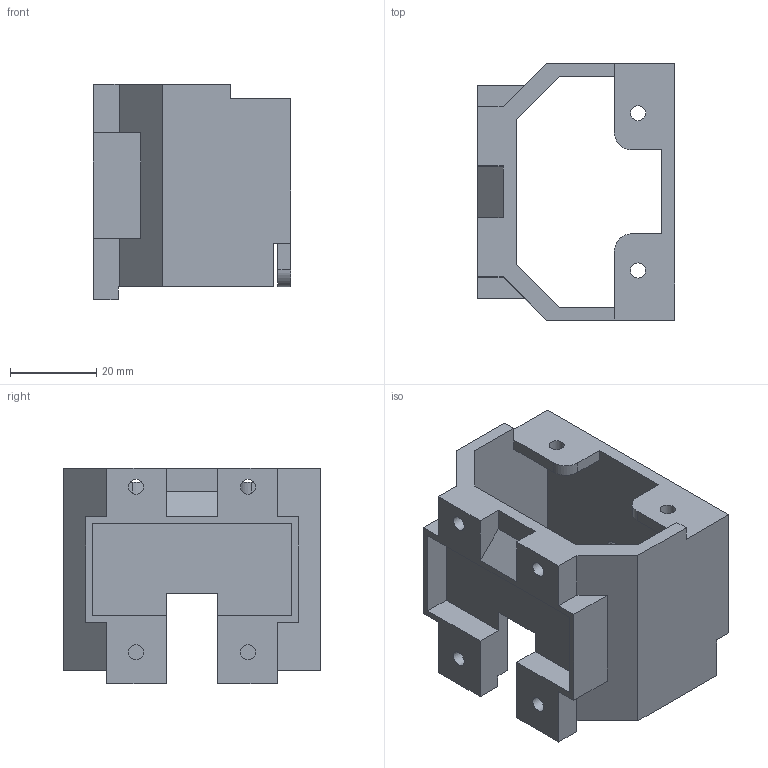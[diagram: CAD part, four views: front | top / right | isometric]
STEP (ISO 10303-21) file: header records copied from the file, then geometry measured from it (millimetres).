
FILE_DESCRIPTION(/* description */ (''),/* implementation_level */ '2;1');
FILE_NAME(/* name */ 'ODM_LATERAL_CASE.stp',/* time_stamp */ '2024-10-19T11:00:17-05:00',/* author */ ('yulio'),/* organization */ (''),/* preprocessor_version */ 'ST-DEVELOPER v20',/* originating_system */ 'Autodesk Inventor 2024',/* authorisation */ '');
FILE_SCHEMA (('AUTOMOTIVE_DESIGN { 1 0 10303 214 3 1 1 }'));
Length unit declared in the file: millimetre
Products named in the file (1): ExtensionSensorV2
Bounding box: 45.8 x 59.5 x 50 mm (x, y, z)
Volume: 30128.4 mm3; surface area: 19506.3 mm2
Topology: 1 solids, 1 shells, 84 faces, 250 edges, 166 vertices
Faces by surface type: plane 64, cylinder 20
Full cylindrical faces by diameter (mm): 3.5 x8
Entity records: 2877 total; most frequent: CARTESIAN_POINT 501, ORIENTED_EDGE 500, DIRECTION 460, EDGE_CURVE 250, LINE 210, VECTOR 210, VERTEX_POINT 166, AXIS2_PLACEMENT_3D 125
